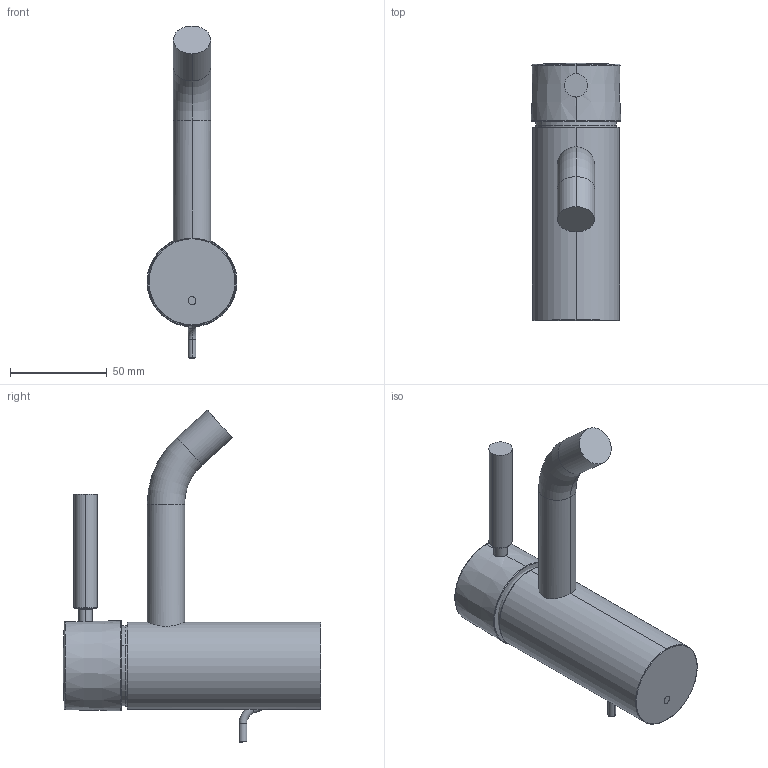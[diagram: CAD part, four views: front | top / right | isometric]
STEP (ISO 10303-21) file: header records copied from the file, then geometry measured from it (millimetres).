
FILE_DESCRIPTION (( 'STEP AP214' ), '1' );
FILE_NAME ('33501660.STEP', '2018-08-02T08:29:37', ( '' ), ( '' ), 'SwSTEP 2.0', 'SolidWorks 2017', '' );
FILE_SCHEMA (( 'AUTOMOTIVE_DESIGN' ));
Length unit declared in the file: millimetre
Products named in the file (8): Planungsmodell_Hebel Unterteil-+-09.20.66.002-01; Planungsmodell_Haube-+-09.28.30.041.90-01; Planungsmodell_Auslauf-+-09.11.06.206-01; Planungsmodell_Koerper-+-09.19.66.004-01; 33501660; Planungsmodell_Stopfen-+-09.31.20.109.90-01; Planungsmodell_Zugstange-+-09.31.09.110-01; Planungsmodell_Griff Hebel-+-09.20.66.001-01
Assembly tree (7 placements, depth 2):
  33501660
    Planungsmodell_Koerper-+-09.19.66.004-01
    Planungsmodell_Auslauf-+-09.11.06.206-01
    Planungsmodell_Haube-+-09.28.30.041.90-01
    Planungsmodell_Hebel Unterteil-+-09.20.66.002-01
    Planungsmodell_Griff Hebel-+-09.20.66.001-01
    Planungsmodell_Zugstange-+-09.31.09.110-01
    Planungsmodell_Stopfen-+-09.31.20.109.90-01
Bounding box: 46.49 x 133 x 171.57 mm (x, y, z)
Volume: 267132.2 mm3; surface area: 40088.1 mm2
Topology: 7 solids, 7 shells, 77 faces, 149 edges, 89 vertices
Faces by surface type: cylinder 28, torus 24, plane 15, sphere 6, cone 4
Entity records: 2649 total; most frequent: CARTESIAN_POINT 697, DIRECTION 411, ORIENTED_EDGE 298, AXIS2_PLACEMENT_3D 189, EDGE_CURVE 149, CIRCLE 102, VERTEX_POINT 89, EDGE_LOOP 80
